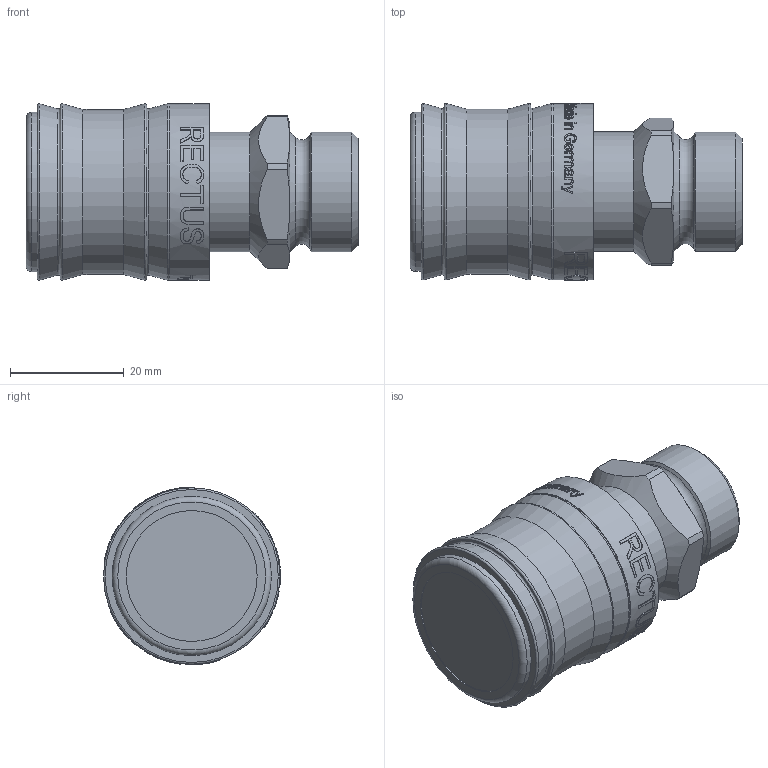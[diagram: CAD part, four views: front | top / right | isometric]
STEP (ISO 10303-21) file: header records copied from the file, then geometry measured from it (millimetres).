
FILE_DESCRIPTION((''),'2;1');
FILE_NAME('26keaw21mpn.stp','2014-04-03T07:49:18',('IA176480'),(''),'Autodesk Inventor 2013','Autodesk Inventor 2013','');
FILE_SCHEMA(('AUTOMOTIVE_DESIGN { 1 0 10303 214 1 1 1 1 }'));
Length unit declared in the file: millimetre
Products named in the file (1): D109911
Bounding box: 58.33 x 31.1 x 31.2 mm (x, y, z)
Volume: 32130.5 mm3; surface area: 7275.9 mm2
Topology: 1 solids, 6 shells, 535 faces, 1407 edges, 932 vertices
Faces by surface type: plane 232, bspline 215, cylinder 64, cone 16, torus 8
Full cylindrical faces by diameter (mm): 17 x1, 20.955 x1, 21 x1, 23 x1, 28 x1, 29 x1, 31 x1
Entity records: 68565 total; most frequent: CARTESIAN_POINT 56697, ORIENTED_EDGE 2748, DIRECTION 1566, EDGE_CURVE 1374, VERTEX_POINT 925, B_SPLINE_CURVE_WITH_KNOTS 619, EDGE_LOOP 611, VECTOR 550
